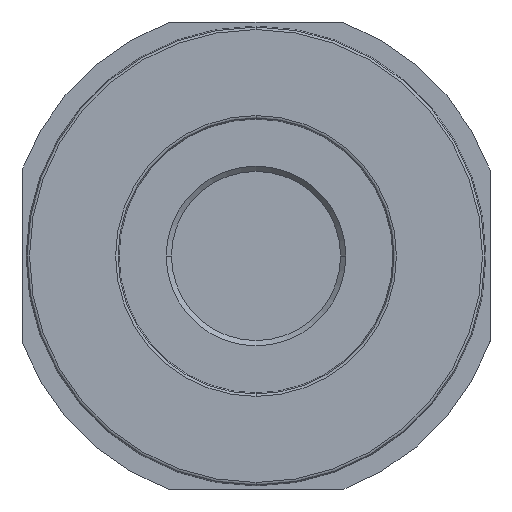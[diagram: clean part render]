
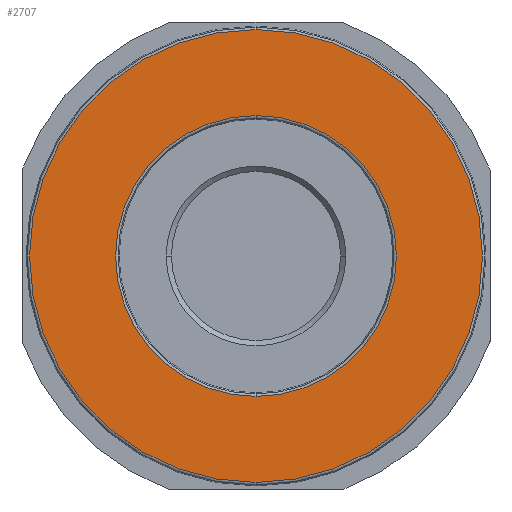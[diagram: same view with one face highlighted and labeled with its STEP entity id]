
A CAD part, front view. The second image highlights one B-rep face of the part: STEP entity #2707.
In plain terms, the highlighted planar face has unit normal (0, -1, 0).
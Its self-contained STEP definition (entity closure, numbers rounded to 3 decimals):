
#1463=CARTESIAN_POINT('',(2820.989,265.309,0.));
#1464=DIRECTION('',(0.,-1.,0.));
#1465=DIRECTION('',(1.,0.,0.));
#1466=AXIS2_PLACEMENT_3D('',#1463,#1464,#1465);
#1468=CARTESIAN_POINT('',(2820.989,265.309,0.));
#1469=DIRECTION('',(0.,-1.,0.));
#1470=DIRECTION('',(0.,0.,-1.));
#1471=AXIS2_PLACEMENT_3D('',#1468,#1469,#1470);
#1473=CARTESIAN_POINT('',(2820.989,265.309,0.));
#1474=DIRECTION('',(0.,-1.,0.));
#1475=DIRECTION('',(0.,0.,1.));
#1476=AXIS2_PLACEMENT_3D('',#1473,#1474,#1475);
#1478=CARTESIAN_POINT('',(2820.989,265.309,0.));
#1479=DIRECTION('',(0.,1.,0.));
#1480=DIRECTION('',(1.,0.,0.));
#1481=AXIS2_PLACEMENT_3D('',#1478,#1479,#1480);
#1483=CARTESIAN_POINT('',(2820.989,265.309,0.));
#1484=DIRECTION('',(0.,1.,0.));
#1485=DIRECTION('',(0.,0.,1.));
#1486=AXIS2_PLACEMENT_3D('',#1483,#1484,#1485);
#1488=CARTESIAN_POINT('',(2820.989,265.309,0.));
#1489=DIRECTION('',(0.,1.,0.));
#1490=DIRECTION('',(-1.,0.,0.));
#1491=AXIS2_PLACEMENT_3D('',#1488,#1489,#1490);
#1493=CARTESIAN_POINT('',(2820.989,265.309,0.));
#1494=DIRECTION('',(0.,1.,0.));
#1495=DIRECTION('',(0.,0.,-1.));
#1496=AXIS2_PLACEMENT_3D('',#1493,#1494,#1495);
#2193=CARTESIAN_POINT('',(2820.989,265.309,-40.));
#2194=VERTEX_POINT('',#2193);
#2195=CARTESIAN_POINT('',(2820.989,265.309,40.));
#2196=VERTEX_POINT('',#2195);
#2197=CARTESIAN_POINT('',(2860.989,265.309,
0.));
#2198=VERTEX_POINT('',#2197);
#2199=CARTESIAN_POINT('',(2780.989,265.309,
0.));
#2200=VERTEX_POINT('',#2199);
#2201=CARTESIAN_POINT('',(2820.989,265.309,64.5));
#2203=VERTEX_POINT('',#2201);
#2207=CARTESIAN_POINT('',(2820.989,265.309,-64.5));
#2208=VERTEX_POINT('',#2207);
#2213=CARTESIAN_POINT('',(2885.489,265.309,0.));
#2214=VERTEX_POINT('',#2213);
#2685=CARTESIAN_POINT('',(2873.239,265.309,0.));
#2686=DIRECTION('',(0.,-1.,0.));
#2687=DIRECTION('',(0.,0.,-1.));
#2688=AXIS2_PLACEMENT_3D('',#2685,#2686,#2687);
#2689=PLANE('',#2688);
#2691=ORIENTED_EDGE('',*,*,#2690,.F.);
#2693=ORIENTED_EDGE('',*,*,#2692,.F.);
#2694=ORIENTED_EDGE('',*,*,#2675,.F.);
#2695=EDGE_LOOP('',(#2691,#2693,#2694));
#2696=FACE_OUTER_BOUND('',#2695,.F.);
#2698=ORIENTED_EDGE('',*,*,#2697,.F.);
#2700=ORIENTED_EDGE('',*,*,#2699,.F.);
#2702=ORIENTED_EDGE('',*,*,#2701,.F.);
#2704=ORIENTED_EDGE('',*,*,#2703,.F.);
#2705=EDGE_LOOP('',(#2698,#2700,#2702,#2704));
#2706=FACE_BOUND('',#2705,.F.);
#1467=CIRCLE('',#1466,64.5);
#1472=CIRCLE('',#1471,64.5);
#1477=CIRCLE('',#1476,64.5);
#1482=CIRCLE('',#1481,40.);
#1487=CIRCLE('',#1486,40.);
#1492=CIRCLE('',#1491,40.);
#1497=CIRCLE('',#1496,40.);
#2675=EDGE_CURVE('',#2203,#2208,#1477,.T.);
#2690=EDGE_CURVE('',#2214,#2203,#1467,.T.);
#2692=EDGE_CURVE('',#2208,#2214,#1472,.T.);
#2697=EDGE_CURVE('',#2198,#2194,#1482,.T.);
#2699=EDGE_CURVE('',#2196,#2198,#1487,.T.);
#2701=EDGE_CURVE('',#2200,#2196,#1492,.T.);
#2703=EDGE_CURVE('',#2194,#2200,#1497,.T.);
#2707=ADVANCED_FACE('',(#2696,#2706),#2689,.T.);
